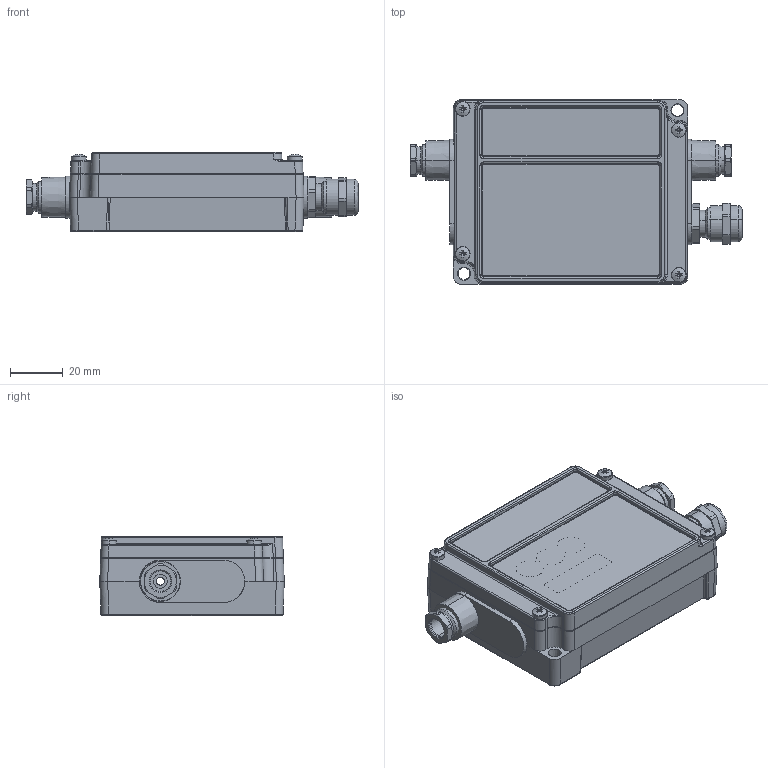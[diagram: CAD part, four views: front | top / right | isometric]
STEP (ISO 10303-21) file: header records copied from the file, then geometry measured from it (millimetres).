
FILE_DESCRIPTION (( 'STEP AP214' ), '1' );
FILE_NAME ('Box-mit-KV.STEP', '2010-03-08T15:28:57', ( 'ab' ), ( '' ), 'SwSTEP 2.0', 'SolidWorks 2010', '' );
FILE_SCHEMA (( 'AUTOMOTIVE_DESIGN' ));
Length unit declared in the file: millimetre
Products named in the file (15): 1C002 Deckel2-eckig_Default; 1C006 Taststift_Default; 64002 Druckschraube M12x1,5_Default; 1C003 Fensterlabel_Fensterlabel; 61590  Scheibe DIN 125 A-5,3 VZ_DIN 125 A 5,3; 63903 Dichtstopfen NBR Di5_63903 ID 5; 63001 O-Ring NBR 2,5 x 1_O-Ring 2,5 x 1; 1C008 Logo-Label_Default; 61302 Linsenschraube DIN 7985 VZ M3x10_Default; 1C001 Schale_Default; 9C012-X Deckel mit Fenster_Default; 61301 Linsenschraube DIN 7985 VZ M3x5_ISO 7045 - M3 x 4 - Z --- 4S; 63902 Dichtstopfen NBR Di3_63902 ID3; 64101 Kabelverschraubung-M12x1_5_Default; Box-mit-KV
Assembly tree (29 placements, depth 3):
  Box-mit-KV
    61301 Linsenschraube DIN 7985 VZ M3x5_ISO 7045 - M3 x 4 - Z --- 4S  x2
    64101 Kabelverschraubung-M12x1_5_Default
    63001 O-Ring NBR 2,5 x 1_O-Ring 2,5 x 1  x4
    61590  Scheibe DIN 125 A-5,3 VZ_DIN 125 A 5,3  x6
    64002 Druckschraube M12x1,5_Default  x2
    61302 Linsenschraube DIN 7985 VZ M3x10_Default  x4
    1C001 Schale_Default
    63902 Dichtstopfen NBR Di3_63902 ID3
    63903 Dichtstopfen NBR Di5_63903 ID 5
    9C012-X Deckel mit Fenster_Default
      1C006 Taststift_Default  x3
      1C008 Logo-Label_Default
      1C002 Deckel2-eckig_Default
      1C003 Fensterlabel_Fensterlabel
Bounding box: 126 x 70 x 30 mm (x, y, z)
Volume: 59183.7 mm3; surface area: 60712.9 mm2
Topology: 28 solids, 28 shells, 1883 faces, 4295 edges, 2478 vertices
Faces by surface type: cylinder 583, cone 554, bspline 389, plane 357
Entity records: 57526 total; most frequent: CARTESIAN_POINT 17626, ORIENTED_EDGE 5682, DIRECTION 5074, EDGE_CURVE 2841, AXIS2_PLACEMENT_3D 2005, VERTEX_POINT 1681, EDGE_LOOP 1302, UNCERTAINTY_MEASURE_WITH_UNIT 1266
